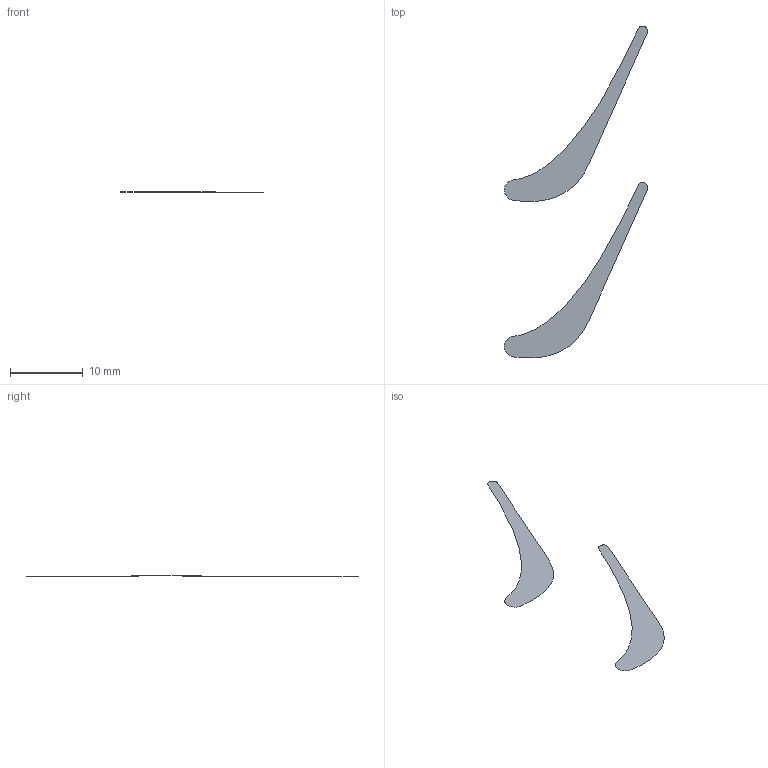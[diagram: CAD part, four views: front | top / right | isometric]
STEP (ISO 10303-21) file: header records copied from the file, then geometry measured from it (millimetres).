
FILE_DESCRIPTION (( 'STEP AP214' ), '1' );
FILE_NAME ('Stator_CFD.STEP', '2025-02-11T03:10:26', ( '' ), ( '' ), 'SwSTEP 2.0', 'SolidWorks 2024', '' );
FILE_SCHEMA (( 'AUTOMOTIVE_DESIGN' ));
Length unit declared in the file: millimetre
Products named in the file (1): Stator_CFD
Bounding box: 19.64 x 45.48 x 0 mm (x, y, z)
Surface area: 169.6 mm2 (no closed solid volume)
Topology: 0 solids, 2 shells, 2 faces, 4 edges, 4 vertices
Faces by surface type: plane 2
Entity records: 7297 total; most frequent: CARTESIAN_POINT 7247, DIRECTION 6, B_SPLINE_CURVE_WITH_KNOTS 4, EDGE_CURVE 4, VERTEX_POINT 4, ORIENTED_EDGE 4, AXIS2_PLACEMENT_3D 3, EDGE_LOOP 2
